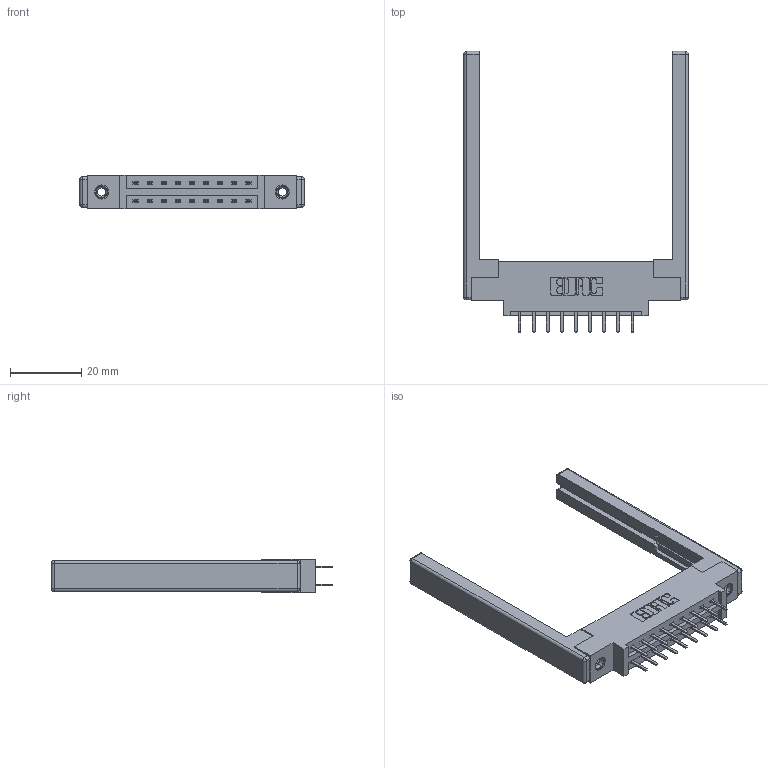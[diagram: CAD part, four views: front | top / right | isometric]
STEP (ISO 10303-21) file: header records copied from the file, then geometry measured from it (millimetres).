
FILE_DESCRIPTION (( 'STEP AP203' ), '1' );
FILE_NAME ('387-018-520-868.STEP', '2019-10-16T00:31:01', ( '' ), ( '' ), 'SwSTEP 2.0', 'SolidWorks 2016', '' );
FILE_SCHEMA (( 'CONFIG_CONTROL_DESIGN' ));
Length unit declared in the file: inch
Products named in the file (5): 307-220-068; 387-018-520-868; 337 Part_0.170 Offset - 0.156 Dia-TI; 345-250-001_345-250-001-102; 345-292-001_345-293-120
Assembly tree (23 placements, depth 2):
  387-018-520-868
    337 Part_0.170 Offset - 0.156 Dia-TI
    345-292-001_345-293-120  x18
    345-250-001_345-250-001-102  x2
    307-220-068  x2
Bounding box: 63.09 x 79.08 x 9.4 mm (x, y, z)
Volume: 10469.4 mm3; surface area: 10677.8 mm2
Topology: 23 solids, 23 shells, 1316 faces, 3755 edges, 2434 vertices
Faces by surface type: plane 882, cylinder 410, cone 12, sphere 8, torus 4
Entity records: 14252 total; most frequent: CARTESIAN_POINT 2407, ORIENTED_EDGE 2320, DIRECTION 2166, EDGE_CURVE 1160, VECTOR 978, LINE 978, VERTEX_POINT 762, AXIS2_PLACEMENT_3D 594
